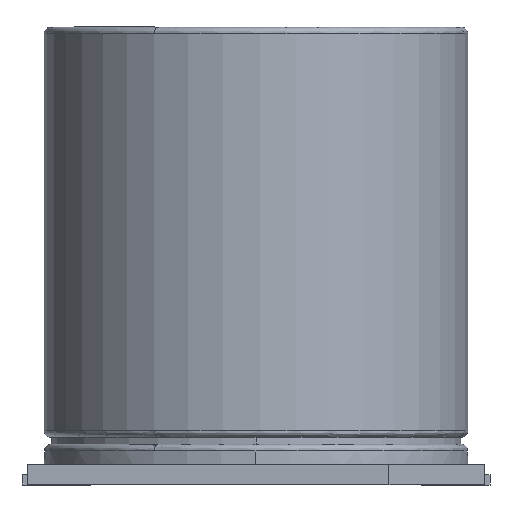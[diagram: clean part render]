
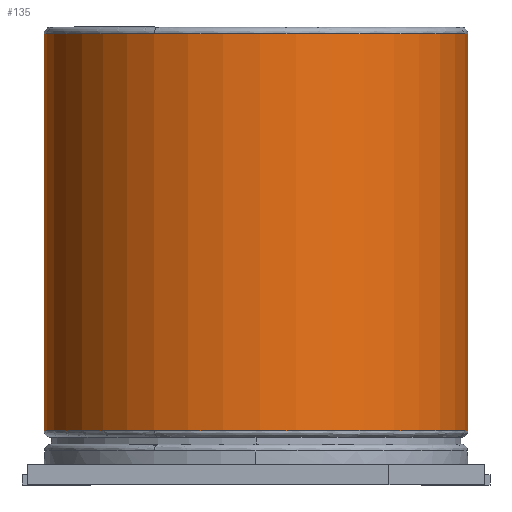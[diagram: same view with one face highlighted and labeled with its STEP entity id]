
A CAD part, left-side view. The second image highlights one B-rep face of the part: STEP entity #135.
In plain terms, the highlighted cylindrical face has radius 6.25 mm (diameter 12.5 mm), a partial arc.
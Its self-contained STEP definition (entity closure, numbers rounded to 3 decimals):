
#69 = VERTEX_POINT ( 'NONE', #768 ) ;
#70 = EDGE_CURVE ( 'NONE', #69, #371, #769, .T. ) ;
#91 = EDGE_CURVE ( 'NONE', #434, #208, #676, .T. ) ;
#92 = ORIENTED_EDGE ( 'NONE', *, *, #436, .T. ) ;
#93 = ORIENTED_EDGE ( 'NONE', *, *, #98, .F. ) ;
#95 = EDGE_LOOP ( 'NONE', ( #96, #139, #93, #92, #222, #204 ) ) ;
#96 = ORIENTED_EDGE ( 'NONE', *, *, #439, .F. ) ;
#98 = EDGE_CURVE ( 'NONE', #437, #69, #671, .T. ) ;
#135 = ADVANCED_FACE ( 'NONE', ( #889 ), #854, .T. ) ;
#139 = ORIENTED_EDGE ( 'NONE', *, *, #70, .F. ) ;
#204 = ORIENTED_EDGE ( 'NONE', *, *, #205, .T. ) ;
#205 = EDGE_CURVE ( 'NONE', #208, #440, #836, .T. ) ;
#208 = VERTEX_POINT ( 'NONE', #803 ) ;
#222 = ORIENTED_EDGE ( 'NONE', *, *, #91, .T. ) ;
#371 = VERTEX_POINT ( 'NONE', #1375 ) ;
#434 = VERTEX_POINT ( 'NONE', #1284 ) ;
#436 = EDGE_CURVE ( 'NONE', #437, #434, #1283, .T. ) ;
#437 = VERTEX_POINT ( 'NONE', #1332 ) ;
#439 = EDGE_CURVE ( 'NONE', #371, #440, #1331, .T. ) ;
#440 = VERTEX_POINT ( 'NONE', #1327 ) ;
#662 = AXIS2_PLACEMENT_3D ( 'NONE', #669, #668, #667 ) ;
#667 = DIRECTION ( 'NONE',  ( -0.878, 0.479, 0. ) ) ;
#668 = DIRECTION ( 'NONE',  ( 0., 0., 1. ) ) ;
#669 = CARTESIAN_POINT ( 'NONE',  ( 0., 0., 13.3 ) ) ;
#671 = CIRCLE ( 'NONE', #662, 6.25 ) ;
#673 = DIRECTION ( 'NONE',  ( -0.878, 0.479, 0. ) ) ;
#674 = DIRECTION ( 'NONE',  ( 0., 0., 1. ) ) ;
#675 = AXIS2_PLACEMENT_3D ( 'NONE', #681, #674, #673 ) ;
#676 = CIRCLE ( 'NONE', #675, 6.25 ) ;
#681 = CARTESIAN_POINT ( 'NONE',  ( 0., 0., 1.6 ) ) ;
#768 = CARTESIAN_POINT ( 'NONE',  ( -5.485, 2.996, 13.3 ) ) ;
#769 = CIRCLE ( 'NONE', #774, 6.25 ) ;
#771 = DIRECTION ( 'NONE',  ( 0.878, -0.479, 0. ) ) ;
#772 = DIRECTION ( 'NONE',  ( 0., 0., 1. ) ) ;
#773 = CARTESIAN_POINT ( 'NONE',  ( 0., 0., 13.3 ) ) ;
#774 = AXIS2_PLACEMENT_3D ( 'NONE', #773, #772, #771 ) ;
#803 = CARTESIAN_POINT ( 'NONE',  ( -5.485, 2.996, 1.6 ) ) ;
#832 = DIRECTION ( 'NONE',  ( 0.878, -0.479, 0. ) ) ;
#833 = DIRECTION ( 'NONE',  ( 0., 0., 1. ) ) ;
#834 = CARTESIAN_POINT ( 'NONE',  ( 0., 0., 1.6 ) ) ;
#835 = AXIS2_PLACEMENT_3D ( 'NONE', #834, #833, #832 ) ;
#836 = CIRCLE ( 'NONE', #835, 6.25 ) ;
#851 = DIRECTION ( 'NONE',  ( 0., 1., 0. ) ) ;
#852 = DIRECTION ( 'NONE',  ( 0., 0., -1. ) ) ;
#853 = AXIS2_PLACEMENT_3D ( 'NONE', #888, #852, #851 ) ;
#854 = CYLINDRICAL_SURFACE ( 'NONE', #853, 6.25 ) ;
#888 = CARTESIAN_POINT ( 'NONE',  ( 0., 0., 13.3 ) ) ;
#889 = FACE_OUTER_BOUND ( 'NONE', #95, .T. ) ;
#1283 = LINE ( 'NONE', #1335, #1334 ) ;
#1284 = CARTESIAN_POINT ( 'NONE',  ( 0., 6.25, 1.6 ) ) ;
#1327 = CARTESIAN_POINT ( 'NONE',  ( 0., -6.25, 1.6 ) ) ;
#1328 = DIRECTION ( 'NONE',  ( 0., 0., -1. ) ) ;
#1329 = VECTOR ( 'NONE', #1328, 1000. ) ;
#1330 = CARTESIAN_POINT ( 'NONE',  ( 0., -6.25, 13.3 ) ) ;
#1331 = LINE ( 'NONE', #1330, #1329 ) ;
#1332 = CARTESIAN_POINT ( 'NONE',  ( 0., 6.25, 13.3 ) ) ;
#1333 = DIRECTION ( 'NONE',  ( 0., 0., -1. ) ) ;
#1334 = VECTOR ( 'NONE', #1333, 1000. ) ;
#1335 = CARTESIAN_POINT ( 'NONE',  ( 0., 6.25, 13.3 ) ) ;
#1375 = CARTESIAN_POINT ( 'NONE',  ( 0., -6.25, 13.3 ) ) ;
